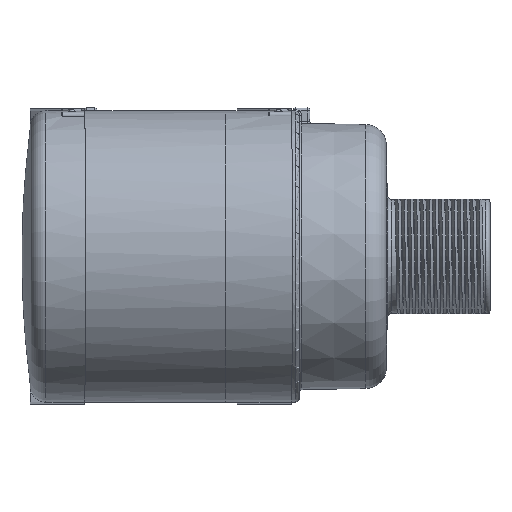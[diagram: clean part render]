
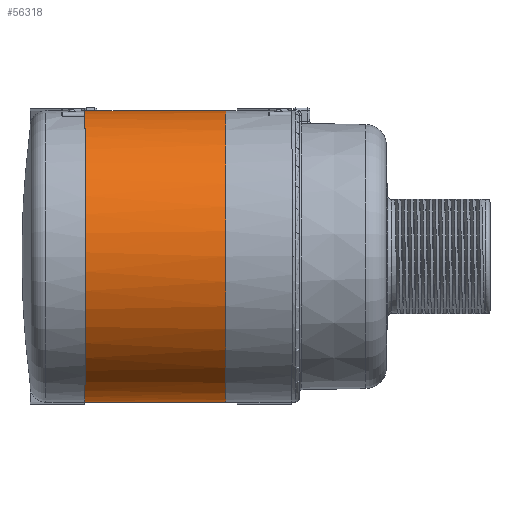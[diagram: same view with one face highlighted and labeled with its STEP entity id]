
A CAD part, left-side view. The second image highlights one B-rep face of the part: STEP entity #56318.
In plain terms, the highlighted cylindrical face has radius 35 mm (diameter 70 mm), a partial arc.
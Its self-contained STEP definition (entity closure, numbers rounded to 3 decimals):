
#50620=CARTESIAN_POINT('',(0.,34.,0.));
#50621=DIRECTION('',(0.,1.,0.));
#50622=DIRECTION('',(0.,0.,-1.));
#50623=AXIS2_PLACEMENT_3D('',#50620,#50621,#50622);
#50625=CARTESIAN_POINT('',(0.,0.,35.));
#50626=CARTESIAN_POINT('',(-1.603,0.014,35.));
#50627=CARTESIAN_POINT('',(-4.773,0.042,
34.782));
#50628=CARTESIAN_POINT('',(-9.474,0.083,
33.807));
#50629=CARTESIAN_POINT('',(-13.98,0.122,
32.206));
#50630=CARTESIAN_POINT('',(-18.242,0.159,
29.998));
#50631=CARTESIAN_POINT('',(-22.147,0.193,
27.243));
#50632=CARTESIAN_POINT('',(-25.658,0.224,
23.965));
#50633=CARTESIAN_POINT('',(-28.673,0.25,
20.261));
#50634=CARTESIAN_POINT('',(-31.171,0.272,
16.155));
#50635=CARTESIAN_POINT('',(-33.074,0.289,
11.778));
#50636=CARTESIAN_POINT('',(-34.373,0.3,
7.149));
#50637=CARTESIAN_POINT('',(-35.025,0.306,
2.422));
#50638=CARTESIAN_POINT('',(-35.028,0.306,
-2.387));
#50639=CARTESIAN_POINT('',(-34.381,0.3,
-7.114));
#50640=CARTESIAN_POINT('',(-33.086,0.289,
-11.745));
#50641=CARTESIAN_POINT('',(-31.187,0.272,
-16.124));
#50642=CARTESIAN_POINT('',(-28.692,0.25,
-20.234));
#50643=CARTESIAN_POINT('',(-25.682,0.224,
-23.938));
#50644=CARTESIAN_POINT('',(-22.176,0.194,
-27.218));
#50645=CARTESIAN_POINT('',(-18.272,0.159,
-29.98));
#50646=CARTESIAN_POINT('',(-13.998,0.122,
-32.198));
#50647=CARTESIAN_POINT('',(-9.502,0.083,
-33.797));
#50648=CARTESIAN_POINT('',(-4.87,0.043,
-34.764));
#50649=CARTESIAN_POINT('',(-1.796,0.014,
-34.988));
#50650=CARTESIAN_POINT('',(-0.254,0.001,
-34.999));
#50652=DIRECTION('',(0.,-1.,0.));
#50653=VECTOR('',#50652,2.);
#50654=CARTESIAN_POINT('',(-0.75,2.5,-34.992));
#50655=LINE('',#50654,#50653);
#50656=CARTESIAN_POINT('',(0.,3.,0.));
#50657=DIRECTION('',(0.,1.,0.));
#50658=DIRECTION('',(0.,0.,-1.));
#50659=AXIS2_PLACEMENT_3D('',#50656,#50657,#50658);
#50676=DIRECTION('',(0.,1.,0.));
#50677=VECTOR('',#50676,31.);
#50678=CARTESIAN_POINT('',(0.,3.,-35.));
#50679=LINE('',#50678,#50677);
#50716=DIRECTION('',(0.,1.,0.));
#50717=VECTOR('',#50716,34.);
#50718=CARTESIAN_POINT('',(0.,0.,35.));
#50719=LINE('',#50718,#50717);
#50725=CARTESIAN_POINT('',(-0.25,3.,-34.999));
#50726=CARTESIAN_POINT('',(-0.304,3.,-34.999));
#50727=CARTESIAN_POINT('',(-0.407,2.983,
-34.998));
#50728=CARTESIAN_POINT('',(-0.549,2.911,
-34.996));
#50729=CARTESIAN_POINT('',(-0.661,2.799,
-34.994));
#50730=CARTESIAN_POINT('',(-0.733,2.657,
-34.992));
#50731=CARTESIAN_POINT('',(-0.75,2.554,
-34.992));
#50732=CARTESIAN_POINT('',(-0.75,2.5,-34.992));
#50781=CARTESIAN_POINT('',(-0.75,0.5,-34.992));
#50782=CARTESIAN_POINT('',(-0.75,0.467,
-34.992));
#50783=CARTESIAN_POINT('',(-0.744,0.403,
-34.992));
#50784=CARTESIAN_POINT('',(-0.715,0.309,
-34.993));
#50785=CARTESIAN_POINT('',(-0.669,0.222,
-34.994));
#50786=CARTESIAN_POINT('',(-0.608,0.146,
-34.995));
#50787=CARTESIAN_POINT('',(-0.532,0.083,
-34.996));
#50788=CARTESIAN_POINT('',(-0.446,0.037,
-34.997));
#50789=CARTESIAN_POINT('',(-0.352,0.007,
-34.998));
#50790=CARTESIAN_POINT('',(-0.287,0.001,
-34.999));
#50791=CARTESIAN_POINT('',(-0.254,0.001,
-34.999));
#55684=CARTESIAN_POINT('',(-0.75,2.5,-34.992));
#55685=CARTESIAN_POINT('',(-0.75,0.5,-34.992));
#55686=VERTEX_POINT('',#55684);
#55687=VERTEX_POINT('',#55685);
#55692=CARTESIAN_POINT('',(0.,3.,-35.));
#55693=CARTESIAN_POINT('',(-0.25,3.,-34.999));
#55694=VERTEX_POINT('',#55692);
#55695=VERTEX_POINT('',#55693);
#55698=VERTEX_POINT('',#50791);
#55701=VERTEX_POINT('',#50625);
#55702=CARTESIAN_POINT('',(0.,34.,-35.));
#55703=CARTESIAN_POINT('',(0.,34.,35.));
#55704=VERTEX_POINT('',#55702);
#55705=VERTEX_POINT('',#55703);
#56295=CARTESIAN_POINT('',(0.,-1.85,0.));
#56296=DIRECTION('',(0.,1.,0.));
#56297=DIRECTION('',(0.,0.,-1.));
#56298=AXIS2_PLACEMENT_3D('',#56295,#56296,#56297);
#56299=CYLINDRICAL_SURFACE('',#56298,35.);
#56301=ORIENTED_EDGE('',*,*,#56300,.T.);
#56303=ORIENTED_EDGE('',*,*,#56302,.F.);
#56305=ORIENTED_EDGE('',*,*,#56304,.T.);
#56307=ORIENTED_EDGE('',*,*,#56306,.F.);
#56309=ORIENTED_EDGE('',*,*,#56308,.F.);
#56311=ORIENTED_EDGE('',*,*,#56310,.F.);
#56313=ORIENTED_EDGE('',*,*,#56312,.F.);
#56315=ORIENTED_EDGE('',*,*,#56314,.T.);
#56316=EDGE_LOOP('',(#56301,#56303,#56305,#56307,#56309,#56311,#56313,#56315));
#56317=FACE_OUTER_BOUND('',#56316,.F.);
#56318=ADVANCED_FACE('',(#56317),#56299,.T.);
#50624=CIRCLE('',#50623,35.);
#50651=B_SPLINE_CURVE_WITH_KNOTS('',3,(#50625,#50626,#50627,#50628,#50629,
#50630,#50631,#50632,#50633,#50634,#50635,#50636,#50637,#50638,#50639,#50640,
#50641,#50642,#50643,#50644,#50645,#50646,#50647,#50648,#50649,#50650),
.UNSPECIFIED.,.F.,.F.,(4,1,1,1,1,1,1,1,1,1,1,1,1,1,1,1,1,1,1,1,1,1,1,4),(0.,
0.043,0.087,0.13,0.174,
0.217,0.261,0.304,0.348,
0.391,0.435,0.478,0.522,
0.565,0.609,0.652,0.696,
0.739,0.783,0.826,0.87,
0.913,0.957,1.),.UNSPECIFIED.);
#50660=CIRCLE('',#50659,35.);
#50733=B_SPLINE_CURVE_WITH_KNOTS('',3,(#50725,#50726,#50727,#50728,#50729,
#50730,#50731,#50732),.UNSPECIFIED.,.F.,.F.,(4,1,1,1,1,4),(0.,0.2,0.4,
0.6,0.8,1.),.UNSPECIFIED.);
#50792=B_SPLINE_CURVE_WITH_KNOTS('',3,(#50781,#50782,#50783,#50784,#50785,
#50786,#50787,#50788,#50789,#50790,#50791),.UNSPECIFIED.,.F.,.F.,(4,1,1,1,1,1,1,
1,4),(0.,0.125,0.25,0.375,0.5,0.625,0.75,0.875,1.),
.UNSPECIFIED.);
#56300=EDGE_CURVE('',#55704,#55705,#50624,.T.);
#56302=EDGE_CURVE('',#55701,#55705,#50719,.T.);
#56304=EDGE_CURVE('',#55701,#55698,#50651,.T.);
#56306=EDGE_CURVE('',#55687,#55698,#50792,.T.);
#56308=EDGE_CURVE('',#55686,#55687,#50655,.T.);
#56310=EDGE_CURVE('',#55695,#55686,#50733,.T.);
#56312=EDGE_CURVE('',#55694,#55695,#50660,.T.);
#56314=EDGE_CURVE('',#55694,#55704,#50679,.T.);
